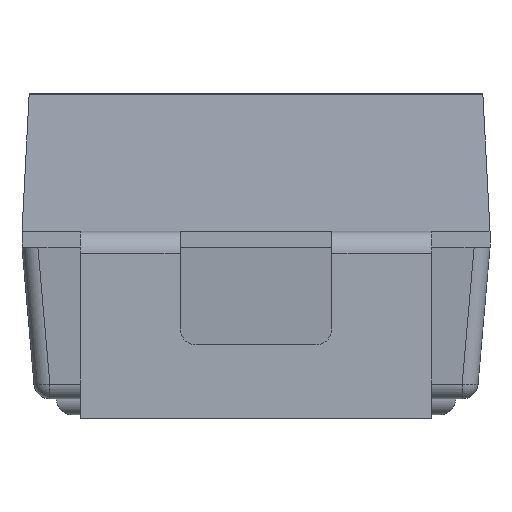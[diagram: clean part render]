
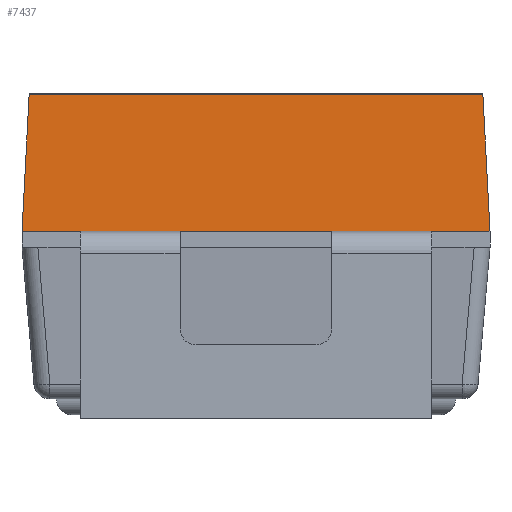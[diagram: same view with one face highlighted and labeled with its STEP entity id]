
A CAD part, left-side view. The second image highlights one B-rep face of the part: STEP entity #7437.
In plain terms, the highlighted planar face has unit normal (-0.999, 0, 0.052).
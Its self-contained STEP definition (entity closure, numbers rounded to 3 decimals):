
#30 = VECTOR ( 'NONE', #4590, 1000. ) ;
#415 = VECTOR ( 'NONE', #6340, 1000. ) ;
#434 = ORIENTED_EDGE ( 'NONE', *, *, #5458, .T. ) ;
#438 = EDGE_CURVE ( 'NONE', #6905, #4996, #7643, .T. ) ;
#502 = EDGE_CURVE ( 'NONE', #1719, #4176, #5528, .T. ) ;
#512 = ORIENTED_EDGE ( 'NONE', *, *, #1543, .F. ) ;
#557 = CARTESIAN_POINT ( 'NONE',  ( -1.7, -1.465, 1.17 ) ) ;
#638 = EDGE_LOOP ( 'NONE', ( #6763, #6381, #512, #3680, #6091, #7667, #1775, #434 ) ) ;
#959 = DIRECTION ( 'NONE',  ( -0.999, 0., 0.052 ) ) ;
#1120 = DIRECTION ( 'NONE',  ( 0., 1., 0. ) ) ;
#1231 = LINE ( 'NONE', #3638, #415 ) ;
#1247 = DIRECTION ( 'NONE',  ( 0., -1., 0. ) ) ;
#1415 = VERTEX_POINT ( 'NONE', #7229 ) ;
#1543 = EDGE_CURVE ( 'NONE', #5506, #2450, #4303, .T. ) ;
#1719 = VERTEX_POINT ( 'NONE', #5217 ) ;
#1775 = ORIENTED_EDGE ( 'NONE', *, *, #438, .F. ) ;
#2247 = AXIS2_PLACEMENT_3D ( 'NONE', #3499, #959, #4772 ) ;
#2430 = CARTESIAN_POINT ( 'NONE',  ( -1.7, 0.475, 1.17 ) ) ;
#2450 = VERTEX_POINT ( 'NONE', #4287 ) ;
#2678 = CARTESIAN_POINT ( 'NONE',  ( -1.7, -1.465, 1.17 ) ) ;
#3334 = VECTOR ( 'NONE', #8293, 1000. ) ;
#3499 = CARTESIAN_POINT ( 'NONE',  ( -1.7, -1.465, 1.17 ) ) ;
#3531 = EDGE_CURVE ( 'NONE', #1415, #2450, #8227, .T. ) ;
#3638 = CARTESIAN_POINT ( 'NONE',  ( -1.7, -1.465, 1.17 ) ) ;
#3680 = ORIENTED_EDGE ( 'NONE', *, *, #4071, .T. ) ;
#3805 = EDGE_CURVE ( 'NONE', #4508, #1415, #7207, .T. ) ;
#4071 = EDGE_CURVE ( 'NONE', #5506, #1719, #6750, .T. ) ;
#4176 = VERTEX_POINT ( 'NONE', #6197 ) ;
#4197 = VECTOR ( 'NONE', #1120, 1000. ) ;
#4287 = CARTESIAN_POINT ( 'NONE',  ( -1.7, 0.475, 1.17 ) ) ;
#4303 = LINE ( 'NONE', #2430, #4197 ) ;
#4508 = VERTEX_POINT ( 'NONE', #6976 ) ;
#4571 = DIRECTION ( 'NONE',  ( 0., -1., 0. ) ) ;
#4590 = DIRECTION ( 'NONE',  ( 0., -1., 0. ) ) ;
#4600 = VECTOR ( 'NONE', #5274, 1000. ) ;
#4642 = VECTOR ( 'NONE', #8332, 1000. ) ;
#4747 = PLANE ( 'NONE',  #2247 ) ;
#4772 = DIRECTION ( 'NONE',  ( 0.052, 0., 0.999 ) ) ;
#4941 = EDGE_CURVE ( 'NONE', #4996, #4176, #1231, .T. ) ;
#4995 = CARTESIAN_POINT ( 'NONE',  ( -1.655, -1.42, 2.03 ) ) ;
#4996 = VERTEX_POINT ( 'NONE', #4995 ) ;
#5217 = CARTESIAN_POINT ( 'NONE',  ( -1.7, -1.1, 1.17 ) ) ;
#5274 = DIRECTION ( 'NONE',  ( 0., -1., 0. ) ) ;
#5458 = EDGE_CURVE ( 'NONE', #6905, #4508, #5551, .T. ) ;
#5506 = VERTEX_POINT ( 'NONE', #5776 ) ;
#5528 = LINE ( 'NONE', #557, #4642 ) ;
#5551 = LINE ( 'NONE', #7082, #3334 ) ;
#5776 = CARTESIAN_POINT ( 'NONE',  ( -1.7, -0.475, 1.17 ) ) ;
#5929 = CARTESIAN_POINT ( 'NONE',  ( -1.7, 1.1, 1.17 ) ) ;
#6042 = CARTESIAN_POINT ( 'NONE',  ( -1.655, 1.42, 2.03 ) ) ;
#6091 = ORIENTED_EDGE ( 'NONE', *, *, #502, .T. ) ;
#6197 = CARTESIAN_POINT ( 'NONE',  ( -1.7, -1.465, 1.17 ) ) ;
#6308 = FACE_OUTER_BOUND ( 'NONE', #638, .T. ) ;
#6340 = DIRECTION ( 'NONE',  ( -0.052, -0.052, -0.997 ) ) ;
#6381 = ORIENTED_EDGE ( 'NONE', *, *, #3531, .T. ) ;
#6750 = LINE ( 'NONE', #7106, #7165 ) ;
#6763 = ORIENTED_EDGE ( 'NONE', *, *, #3805, .T. ) ;
#6905 = VERTEX_POINT ( 'NONE', #6042 ) ;
#6976 = CARTESIAN_POINT ( 'NONE',  ( -1.7, 1.465, 1.17 ) ) ;
#7082 = CARTESIAN_POINT ( 'NONE',  ( -1.692, 1.457, 1.323 ) ) ;
#7106 = CARTESIAN_POINT ( 'NONE',  ( -1.7, 1.1, 1.17 ) ) ;
#7165 = VECTOR ( 'NONE', #4571, 1000. ) ;
#7207 = LINE ( 'NONE', #2678, #4600 ) ;
#7229 = CARTESIAN_POINT ( 'NONE',  ( -1.7, 1.1, 1.17 ) ) ;
#7251 = VECTOR ( 'NONE', #1247, 1000. ) ;
#7437 = ADVANCED_FACE ( 'NONE', ( #6308 ), #4747, .T. ) ;
#7643 = LINE ( 'NONE', #7721, #7251 ) ;
#7667 = ORIENTED_EDGE ( 'NONE', *, *, #4941, .F. ) ;
#7721 = CARTESIAN_POINT ( 'NONE',  ( -1.655, -1.465, 2.03 ) ) ;
#8227 = LINE ( 'NONE', #5929, #30 ) ;
#8293 = DIRECTION ( 'NONE',  ( -0.052, 0.052, -0.997 ) ) ;
#8332 = DIRECTION ( 'NONE',  ( 0., -1., 0. ) ) ;
